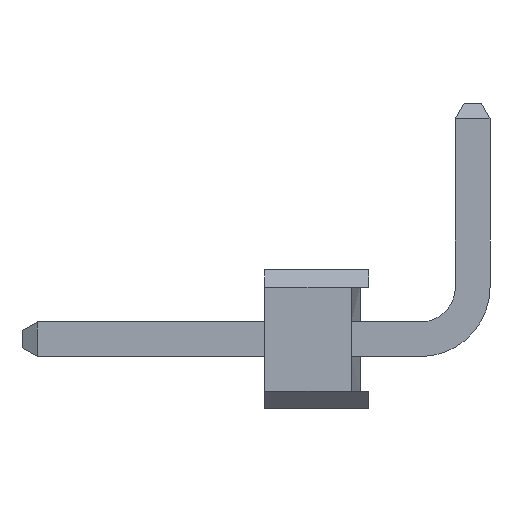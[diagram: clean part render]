
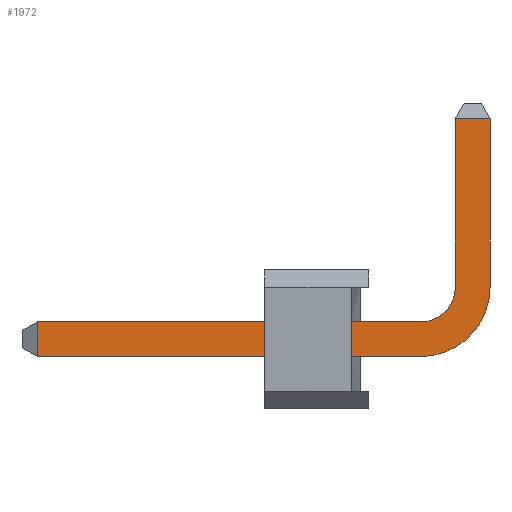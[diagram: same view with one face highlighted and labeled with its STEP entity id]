
A CAD part, left-side view. The second image highlights one B-rep face of the part: STEP entity #1972.
In plain terms, the highlighted planar face has unit normal (-1, 0, 0).
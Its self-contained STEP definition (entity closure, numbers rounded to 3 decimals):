
#249 = CARTESIAN_POINT ( 'NONE',  ( -0.25, -0.75, -1.25 ) ) ;
#361 = LINE ( 'NONE', #2741, #2722 ) ;
#389 = CARTESIAN_POINT ( 'NONE',  ( -0.25, -0.25, -0.75 ) ) ;
#465 = EDGE_LOOP ( 'NONE', ( #2120, #2906, #873, #2135, #1051, #2908, #1153, #2061 ) ) ;
#500 = CARTESIAN_POINT ( 'NONE',  ( -0.25, 0.25, -0.25 ) ) ;
#576 = VECTOR ( 'NONE', #679, 1000. ) ;
#597 = DIRECTION ( 'NONE',  ( 0., 0., 1. ) ) ;
#604 = LINE ( 'NONE', #2280, #832 ) ;
#616 = DIRECTION ( 'NONE',  ( 0., 0., 1. ) ) ;
#631 = VECTOR ( 'NONE', #1857, 1000. ) ;
#645 = VERTEX_POINT ( 'NONE', #991 ) ;
#670 = LINE ( 'NONE', #1756, #1087 ) ;
#679 = DIRECTION ( 'NONE',  ( 0., 0., 1. ) ) ;
#832 = VECTOR ( 'NONE', #2065, 1000. ) ;
#869 = CARTESIAN_POINT ( 'NONE',  ( -0.25, -3.183, -0.75 ) ) ;
#873 = ORIENTED_EDGE ( 'NONE', *, *, #966, .T. ) ;
#886 = CARTESIAN_POINT ( 'NONE',  ( -0.25, -0.25, 5.5 ) ) ;
#899 = EDGE_CURVE ( 'NONE', #2902, #2110, #2827, .T. ) ;
#902 = CARTESIAN_POINT ( 'NONE',  ( -0.25, -3.183, 5.5 ) ) ;
#952 = VERTEX_POINT ( 'NONE', #2626 ) ;
#966 = EDGE_CURVE ( 'NONE', #952, #1784, #670, .T. ) ;
#991 = CARTESIAN_POINT ( 'NONE',  ( -0.25, -0.25, -0.25 ) ) ;
#1004 = DIRECTION ( 'NONE',  ( -1., 0., 0. ) ) ;
#1029 = PLANE ( 'NONE',  #1556 ) ;
#1051 = ORIENTED_EDGE ( 'NONE', *, *, #1622, .T. ) ;
#1087 = VECTOR ( 'NONE', #2731, 1000. ) ;
#1099 = EDGE_CURVE ( 'NONE', #3099, #952, #604, .T. ) ;
#1153 = ORIENTED_EDGE ( 'NONE', *, *, #899, .T. ) ;
#1188 = CIRCLE ( 'NONE', #1549, 1. ) ;
#1291 = VERTEX_POINT ( 'NONE', #1613 ) ;
#1361 = DIRECTION ( 'NONE',  ( 0., 1., 0. ) ) ;
#1430 = CARTESIAN_POINT ( 'NONE',  ( -0.25, -0.25, 5.283 ) ) ;
#1549 = AXIS2_PLACEMENT_3D ( 'NONE', #2454, #1004, #2675 ) ;
#1556 = AXIS2_PLACEMENT_3D ( 'NONE', #2488, #1993, #597 ) ;
#1598 = AXIS2_PLACEMENT_3D ( 'NONE', #2631, #2797, #616 ) ;
#1613 = CARTESIAN_POINT ( 'NONE',  ( -0.25, -3.183, -1.25 ) ) ;
#1622 = EDGE_CURVE ( 'NONE', #3105, #1291, #361, .T. ) ;
#1739 = EDGE_CURVE ( 'NONE', #2110, #645, #2570, .T. ) ;
#1756 = CARTESIAN_POINT ( 'NONE',  ( -0.25, 0.25, 5.5 ) ) ;
#1780 = EDGE_CURVE ( 'NONE', #645, #3099, #2125, .T. ) ;
#1784 = VERTEX_POINT ( 'NONE', #500 ) ;
#1857 = DIRECTION ( 'NONE',  ( 0., 0., 1. ) ) ;
#1972 = ADVANCED_FACE ( 'NONE', ( #2780 ), #1029, .T. ) ;
#1993 = DIRECTION ( 'NONE',  ( -1., 0., 0. ) ) ;
#2061 = ORIENTED_EDGE ( 'NONE', *, *, #1739, .T. ) ;
#2065 = DIRECTION ( 'NONE',  ( 0., 1., 0. ) ) ;
#2110 = VERTEX_POINT ( 'NONE', #2855 ) ;
#2120 = ORIENTED_EDGE ( 'NONE', *, *, #1780, .T. ) ;
#2125 = LINE ( 'NONE', #886, #631 ) ;
#2135 = ORIENTED_EDGE ( 'NONE', *, *, #3092, .T. ) ;
#2280 = CARTESIAN_POINT ( 'NONE',  ( -0.25, -0.25, 5.283 ) ) ;
#2454 = CARTESIAN_POINT ( 'NONE',  ( -0.25, -0.75, -0.25 ) ) ;
#2488 = CARTESIAN_POINT ( 'NONE',  ( -0.25, -0.25, 5.5 ) ) ;
#2570 = CIRCLE ( 'NONE', #1598, 0.5 ) ;
#2585 = LINE ( 'NONE', #902, #576 ) ;
#2615 = VECTOR ( 'NONE', #1361, 1000. ) ;
#2626 = CARTESIAN_POINT ( 'NONE',  ( -0.25, 0.25, 5.283 ) ) ;
#2631 = CARTESIAN_POINT ( 'NONE',  ( -0.25, -0.75, -0.25 ) ) ;
#2675 = DIRECTION ( 'NONE',  ( 0., 0., 1. ) ) ;
#2722 = VECTOR ( 'NONE', #3021, 1000. ) ;
#2731 = DIRECTION ( 'NONE',  ( 0., 0., -1. ) ) ;
#2741 = CARTESIAN_POINT ( 'NONE',  ( -0.25, -0.25, -1.25 ) ) ;
#2780 = FACE_OUTER_BOUND ( 'NONE', #465, .T. ) ;
#2797 = DIRECTION ( 'NONE',  ( 1., 0., 0. ) ) ;
#2827 = LINE ( 'NONE', #389, #2615 ) ;
#2855 = CARTESIAN_POINT ( 'NONE',  ( -0.25, -0.75, -0.75 ) ) ;
#2888 = EDGE_CURVE ( 'NONE', #1291, #2902, #2585, .T. ) ;
#2902 = VERTEX_POINT ( 'NONE', #869 ) ;
#2906 = ORIENTED_EDGE ( 'NONE', *, *, #1099, .T. ) ;
#2908 = ORIENTED_EDGE ( 'NONE', *, *, #2888, .T. ) ;
#3021 = DIRECTION ( 'NONE',  ( 0., -1., 0. ) ) ;
#3092 = EDGE_CURVE ( 'NONE', #1784, #3105, #1188, .T. ) ;
#3099 = VERTEX_POINT ( 'NONE', #1430 ) ;
#3105 = VERTEX_POINT ( 'NONE', #249 ) ;
